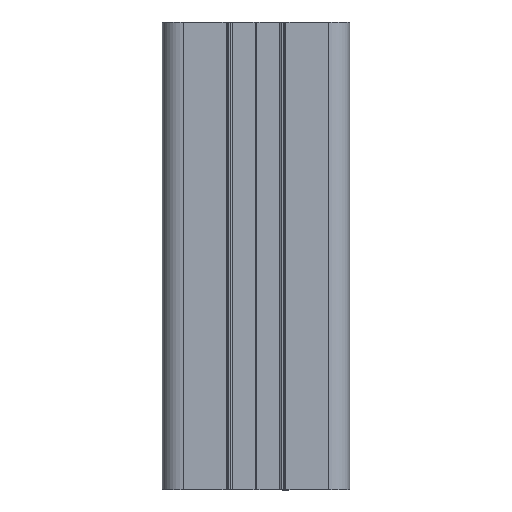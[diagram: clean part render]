
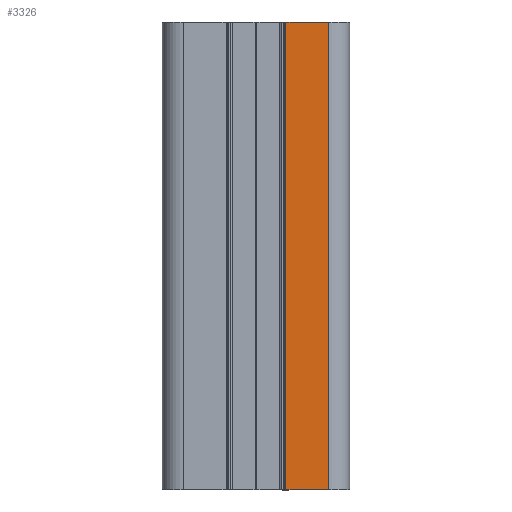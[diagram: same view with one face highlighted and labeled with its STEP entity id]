
A CAD part, left-side view. The second image highlights one B-rep face of the part: STEP entity #3326.
In plain terms, the highlighted planar face has unit normal (-1, 0, 0).
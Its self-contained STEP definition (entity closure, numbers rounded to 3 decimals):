
#26 = VECTOR ( 'NONE', #3902, 1000. ) ;
#943 = CARTESIAN_POINT ( 'NONE',  ( 6619.442, 2716.254, 0. ) ) ;
#1829 = VERTEX_POINT ( 'NONE', #9463 ) ;
#2117 = DIRECTION ( 'NONE',  ( 0., 1., 0. ) ) ;
#2199 = CARTESIAN_POINT ( 'NONE',  ( 6619.442, 2716.254, 100. ) ) ;
#2671 = EDGE_CURVE ( 'NONE', #1829, #11972, #11696, .T. ) ;
#3037 = CARTESIAN_POINT ( 'NONE',  ( 6619.442, 0., 0. ) ) ;
#3326 = ADVANCED_FACE ( 'NONE', ( #9945 ), #7895, .F. ) ;
#3537 = EDGE_CURVE ( 'NONE', #6395, #1829, #12305, .T. ) ;
#3540 = EDGE_LOOP ( 'NONE', ( #5907, #8221, #8411, #8566 ) ) ;
#3620 = VECTOR ( 'NONE', #2117, 1000. ) ;
#3902 = DIRECTION ( 'NONE',  ( 0., -1., 0. ) ) ;
#3931 = CARTESIAN_POINT ( 'NONE',  ( 6619.442, 0., 100. ) ) ;
#4463 = LINE ( 'NONE', #2199, #11180 ) ;
#5907 = ORIENTED_EDGE ( 'NONE', *, *, #2671, .F. ) ;
#5995 = LINE ( 'NONE', #3037, #3620 ) ;
#6395 = VERTEX_POINT ( 'NONE', #12084 ) ;
#6444 = AXIS2_PLACEMENT_3D ( 'NONE', #7956, #7775, #7758 ) ;
#7758 = DIRECTION ( 'NONE',  ( 0., 1., 0. ) ) ;
#7775 = DIRECTION ( 'NONE',  ( 1., 0., 0. ) ) ;
#7895 = PLANE ( 'NONE',  #6444 ) ;
#7956 = CARTESIAN_POINT ( 'NONE',  ( 6619.442, 0., 100. ) ) ;
#8221 = ORIENTED_EDGE ( 'NONE', *, *, #3537, .F. ) ;
#8411 = ORIENTED_EDGE ( 'NONE', *, *, #11234, .F. ) ;
#8566 = ORIENTED_EDGE ( 'NONE', *, *, #8607, .F. ) ;
#8607 = EDGE_CURVE ( 'NONE', #11972, #10551, #5995, .T. ) ;
#9119 = CARTESIAN_POINT ( 'NONE',  ( 6619.442, 2707.154, 100. ) ) ;
#9285 = DIRECTION ( 'NONE',  ( 0., 0., 1. ) ) ;
#9463 = CARTESIAN_POINT ( 'NONE',  ( 6619.442, 2707.154, 100. ) ) ;
#9945 = FACE_OUTER_BOUND ( 'NONE', #3540, .T. ) ;
#10551 = VERTEX_POINT ( 'NONE', #943 ) ;
#10754 = DIRECTION ( 'NONE',  ( 0., 0., -1. ) ) ;
#11180 = VECTOR ( 'NONE', #9285, 1000. ) ;
#11234 = EDGE_CURVE ( 'NONE', #10551, #6395, #4463, .T. ) ;
#11696 = LINE ( 'NONE', #9119, #11723 ) ;
#11723 = VECTOR ( 'NONE', #10754, 1000. ) ;
#11972 = VERTEX_POINT ( 'NONE', #12460 ) ;
#12084 = CARTESIAN_POINT ( 'NONE',  ( 6619.442, 2716.254, 100. ) ) ;
#12305 = LINE ( 'NONE', #3931, #26 ) ;
#12460 = CARTESIAN_POINT ( 'NONE',  ( 6619.442, 2707.154, 0. ) ) ;
